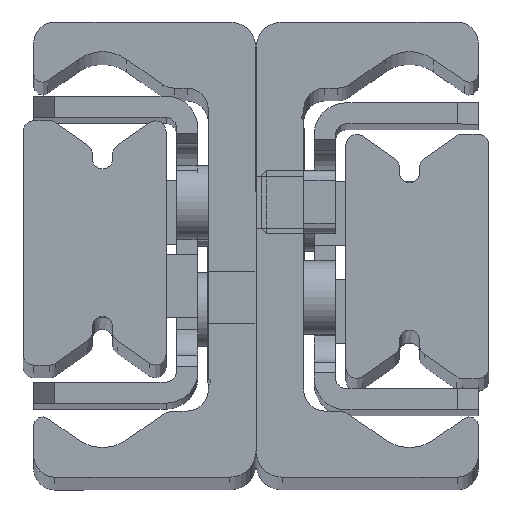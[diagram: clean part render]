
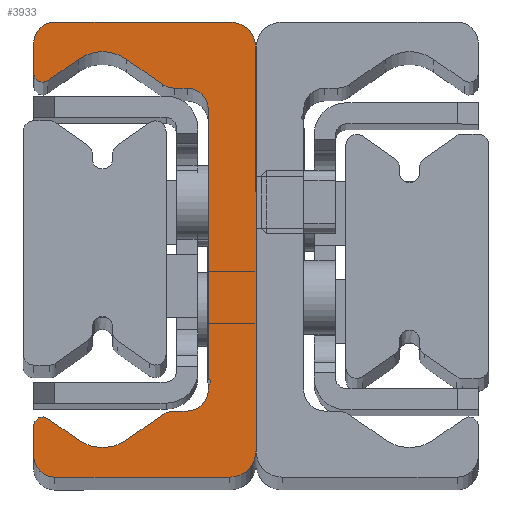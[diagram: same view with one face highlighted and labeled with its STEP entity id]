
A CAD part, top view. The second image highlights one B-rep face of the part: STEP entity #3933.
In plain terms, the highlighted planar face has unit normal (0, 0, 1).
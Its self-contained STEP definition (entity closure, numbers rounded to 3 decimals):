
#2891=CARTESIAN_POINT('',(2.499,0.,690.0));
#2892=VERTEX_POINT('',#2891);
#2893=CARTESIAN_POINT('',(-0.001,2.5,690.0));
#2894=VERTEX_POINT('',#2893);
#2895=CARTESIAN_POINT('',(2.499,2.5,690.0));
#2896=DIRECTION('',(0.0,0.0,-1.0));
#2897=DIRECTION('',(-1.0,0.0,0.0));
#2898=AXIS2_PLACEMENT_3D('',#2895,#2896,#2897);
#2899=CIRCLE('',#2898,2.5);
#2900=EDGE_CURVE('',#2892,#2894,#2899,.T.);
#2933=CARTESIAN_POINT('',(-0.001,40.5,690.0));
#2934=VERTEX_POINT('',#2933);
#2935=CARTESIAN_POINT('',(-0.001,2.5,690.0));
#2936=DIRECTION('',(0.0,1.0,0.0));
#2937=VECTOR('',#2936,38.0);
#2938=LINE('',#2935,#2937);
#2939=EDGE_CURVE('',#2894,#2934,#2938,.T.);
#3003=CARTESIAN_POINT('',(2.499,43.0,690.0));
#3004=VERTEX_POINT('',#3003);
#3005=CARTESIAN_POINT('',(2.499,40.5,690.0));
#3006=DIRECTION('',(0.0,0.0,-1.0));
#3007=DIRECTION('',(0.0,1.0,0.0));
#3008=AXIS2_PLACEMENT_3D('',#3005,#3006,#3007);
#3009=CIRCLE('',#3008,2.5);
#3010=EDGE_CURVE('',#2934,#3004,#3009,.T.);
#3036=CARTESIAN_POINT('',(18.999,43.,690.0));
#3037=VERTEX_POINT('',#3036);
#3038=CARTESIAN_POINT('',(2.499,43.0,690.0));
#3039=DIRECTION('',(1.0,0.0,0.0));
#3040=VECTOR('',#3039,16.5);
#3041=LINE('',#3038,#3040);
#3042=EDGE_CURVE('',#3004,#3037,#3041,.T.);
#3067=CARTESIAN_POINT('',(20.999,41.,690.0));
#3068=VERTEX_POINT('',#3067);
#3069=CARTESIAN_POINT('',(18.999,41.,690.0));
#3070=DIRECTION('',(0.0,0.0,-1.0));
#3071=DIRECTION('',(1.0,0.0,0.0));
#3072=AXIS2_PLACEMENT_3D('',#3069,#3070,#3071);
#3073=CIRCLE('',#3072,2.0);
#3074=EDGE_CURVE('',#3037,#3068,#3073,.T.);
#3100=CARTESIAN_POINT('',(20.999,38.15,690.0));
#3101=VERTEX_POINT('',#3100);
#3102=CARTESIAN_POINT('',(20.999,41.,690.0));
#3103=DIRECTION('',(0.0,-1.0,0.0));
#3104=VECTOR('',#3103,2.85);
#3105=LINE('',#3102,#3104);
#3106=EDGE_CURVE('',#3068,#3101,#3105,.T.);
#3131=CARTESIAN_POINT('',(19.662,37.453,690.0));
#3132=VERTEX_POINT('',#3131);
#3133=CARTESIAN_POINT('',(20.149,38.15,690.0));
#3134=DIRECTION('',(0.0,0.0,-1.));
#3135=DIRECTION('',(-0.574,-0.819,0.0));
#3136=AXIS2_PLACEMENT_3D('',#3133,#3134,#3135);
#3137=CIRCLE('',#3136,0.85);
#3138=EDGE_CURVE('',#3101,#3132,#3137,.T.);
#3164=CARTESIAN_POINT('',(16.794,39.462,690.0));
#3165=VERTEX_POINT('',#3164);
#3166=CARTESIAN_POINT('',(19.662,37.453,690.0));
#3167=DIRECTION('',(-0.819,0.574,0.0));
#3168=VECTOR('',#3167,3.501);
#3169=LINE('',#3166,#3168);
#3170=EDGE_CURVE('',#3132,#3165,#3169,.T.);
#3195=CARTESIAN_POINT('',(12.205,39.462,690.0));
#3196=VERTEX_POINT('',#3195);
#3197=CARTESIAN_POINT('',(14.499,36.185,690.0));
#3198=DIRECTION('',(0.0,0.0,1.0));
#3199=DIRECTION('',(-0.574,-0.819,0.0));
#3200=AXIS2_PLACEMENT_3D('',#3197,#3198,#3199);
#3201=CIRCLE('',#3200,4.0);
#3202=EDGE_CURVE('',#3165,#3196,#3201,.T.);
#3228=CARTESIAN_POINT('',(8.849,37.112,690.0));
#3229=VERTEX_POINT('',#3228);
#3230=CARTESIAN_POINT('',(12.205,39.462,690.0));
#3231=DIRECTION('',(-0.819,-0.574,0.0));
#3232=VECTOR('',#3231,4.097);
#3233=LINE('',#3230,#3232);
#3234=EDGE_CURVE('',#3196,#3229,#3233,.T.);
#3259=CARTESIAN_POINT('',(7.702,36.75,690.0));
#3260=VERTEX_POINT('',#3259);
#3261=CARTESIAN_POINT('',(7.702,38.75,690.0));
#3262=DIRECTION('',(0.0,0.0,-1.0));
#3263=DIRECTION('',(0.0,-1.0,0.0));
#3264=AXIS2_PLACEMENT_3D('',#3261,#3262,#3263);
#3265=CIRCLE('',#3264,2.0);
#3266=EDGE_CURVE('',#3229,#3260,#3265,.T.);
#3292=CARTESIAN_POINT('',(6.499,36.75,690.0));
#3293=VERTEX_POINT('',#3292);
#3294=CARTESIAN_POINT('',(7.702,36.75,690.0));
#3295=DIRECTION('',(-1.0,0.0,0.0));
#3296=VECTOR('',#3295,1.203);
#3297=LINE('',#3294,#3296);
#3298=EDGE_CURVE('',#3260,#3293,#3297,.T.);
#3323=CARTESIAN_POINT('',(4.499,34.75,690.0));
#3324=VERTEX_POINT('',#3323);
#3325=CARTESIAN_POINT('',(6.499,34.75,690.0));
#3326=DIRECTION('',(0.0,0.0,1.0));
#3327=DIRECTION('',(0.0,-1.0,0.0));
#3328=AXIS2_PLACEMENT_3D('',#3325,#3326,#3327);
#3329=CIRCLE('',#3328,2.0);
#3330=EDGE_CURVE('',#3293,#3324,#3329,.T.);
#3356=CARTESIAN_POINT('',(4.499,34.361,690.0));
#3357=VERTEX_POINT('',#3356);
#3358=CARTESIAN_POINT('',(4.499,34.75,690.0));
#3359=DIRECTION('',(0.0,-1.0,0.0));
#3360=VECTOR('',#3359,0.389);
#3361=LINE('',#3358,#3360);
#3362=EDGE_CURVE('',#3324,#3357,#3361,.T.);
#3387=CARTESIAN_POINT('',(4.411,34.234,690.0));
#3388=VERTEX_POINT('',#3387);
#3389=CARTESIAN_POINT('',(4.363,34.361,690.0));
#3390=DIRECTION('',(0.0,0.0,-1.0));
#3391=DIRECTION('',(0.353,-0.936,0.0));
#3392=AXIS2_PLACEMENT_3D('',#3389,#3390,#3391);
#3393=CIRCLE('',#3392,0.136);
#3394=EDGE_CURVE('',#3357,#3388,#3393,.T.);
#3420=CARTESIAN_POINT('',(4.422,33.762,690.0));
#3421=VERTEX_POINT('',#3420);
#3422=CARTESIAN_POINT('',(4.499,34.0,690.0));
#3423=DIRECTION('',(0.0,0.0,1.));
#3424=DIRECTION('',(0.353,-0.936,0.0));
#3425=AXIS2_PLACEMENT_3D('',#3422,#3423,#3424);
#3426=CIRCLE('',#3425,0.25);
#3427=EDGE_CURVE('',#3388,#3421,#3426,.T.);
#3453=CARTESIAN_POINT('',(4.499,33.656,690.0));
#3454=VERTEX_POINT('',#3453);
#3455=CARTESIAN_POINT('',(4.387,33.656,690.0));
#3456=DIRECTION('',(0.0,0.0,-1.0));
#3457=DIRECTION('',(1.0,0.0,0.0));
#3458=AXIS2_PLACEMENT_3D('',#3455,#3456,#3457);
#3459=CIRCLE('',#3458,0.112);
#3460=EDGE_CURVE('',#3421,#3454,#3459,.T.);
#3486=CARTESIAN_POINT('',(4.499,8.25,690.0));
#3487=VERTEX_POINT('',#3486);
#3488=CARTESIAN_POINT('',(4.499,33.656,690.0));
#3489=DIRECTION('',(0.0,-1.0,0.0));
#3490=VECTOR('',#3489,25.406);
#3491=LINE('',#3488,#3490);
#3492=EDGE_CURVE('',#3454,#3487,#3491,.T.);
#3556=CARTESIAN_POINT('',(6.499,6.25,690.0));
#3557=VERTEX_POINT('',#3556);
#3558=CARTESIAN_POINT('',(6.499,8.25,690.0));
#3559=DIRECTION('',(0.0,0.0,1.0));
#3560=DIRECTION('',(1.0,0.0,0.0));
#3561=AXIS2_PLACEMENT_3D('',#3558,#3559,#3560);
#3562=CIRCLE('',#3561,2.0);
#3563=EDGE_CURVE('',#3487,#3557,#3562,.T.);
#3589=CARTESIAN_POINT('',(7.702,6.25,690.0));
#3590=VERTEX_POINT('',#3589);
#3591=CARTESIAN_POINT('',(6.499,6.25,690.0));
#3592=DIRECTION('',(1.0,0.0,0.0));
#3593=VECTOR('',#3592,1.203);
#3594=LINE('',#3591,#3593);
#3595=EDGE_CURVE('',#3557,#3590,#3594,.T.);
#3620=CARTESIAN_POINT('',(8.849,5.888,690.0));
#3621=VERTEX_POINT('',#3620);
#3622=CARTESIAN_POINT('',(7.702,4.25,690.0));
#3623=DIRECTION('',(0.0,0.0,-1.));
#3624=DIRECTION('',(0.574,0.819,0.0));
#3625=AXIS2_PLACEMENT_3D('',#3622,#3623,#3624);
#3626=CIRCLE('',#3625,2.0);
#3627=EDGE_CURVE('',#3590,#3621,#3626,.T.);
#3653=CARTESIAN_POINT('',(12.205,3.538,690.0));
#3654=VERTEX_POINT('',#3653);
#3655=CARTESIAN_POINT('',(8.849,5.888,690.0));
#3656=DIRECTION('',(0.819,-0.574,0.0));
#3657=VECTOR('',#3656,4.097);
#3658=LINE('',#3655,#3657);
#3659=EDGE_CURVE('',#3621,#3654,#3658,.T.);
#3684=CARTESIAN_POINT('',(16.794,3.538,690.0));
#3685=VERTEX_POINT('',#3684);
#3686=CARTESIAN_POINT('',(14.499,6.815,690.0));
#3687=DIRECTION('',(0.0,0.0,1.0));
#3688=DIRECTION('',(0.574,0.819,0.0));
#3689=AXIS2_PLACEMENT_3D('',#3686,#3687,#3688);
#3690=CIRCLE('',#3689,4.0);
#3691=EDGE_CURVE('',#3654,#3685,#3690,.T.);
#3717=CARTESIAN_POINT('',(19.662,5.547,690.0));
#3718=VERTEX_POINT('',#3717);
#3719=CARTESIAN_POINT('',(16.794,3.538,690.0));
#3720=DIRECTION('',(0.819,0.574,0.0));
#3721=VECTOR('',#3720,3.501);
#3722=LINE('',#3719,#3721);
#3723=EDGE_CURVE('',#3685,#3718,#3722,.T.);
#3748=CARTESIAN_POINT('',(20.999,4.85,690.0));
#3749=VERTEX_POINT('',#3748);
#3750=CARTESIAN_POINT('',(20.149,4.85,690.0));
#3751=DIRECTION('',(0.0,0.0,-1.0));
#3752=DIRECTION('',(1.0,0.0,0.0));
#3753=AXIS2_PLACEMENT_3D('',#3750,#3751,#3752);
#3754=CIRCLE('',#3753,0.85);
#3755=EDGE_CURVE('',#3718,#3749,#3754,.T.);
#3781=CARTESIAN_POINT('',(20.999,2.,690.0));
#3782=VERTEX_POINT('',#3781);
#3783=CARTESIAN_POINT('',(20.999,4.85,690.0));
#3784=DIRECTION('',(0.0,-1.0,0.0));
#3785=VECTOR('',#3784,2.85);
#3786=LINE('',#3783,#3785);
#3787=EDGE_CURVE('',#3749,#3782,#3786,.T.);
#3812=CARTESIAN_POINT('',(18.999,0.,690.0));
#3813=VERTEX_POINT('',#3812);
#3814=CARTESIAN_POINT('',(18.999,2.,690.0));
#3815=DIRECTION('',(0.0,0.0,-1.0));
#3816=DIRECTION('',(0.0,-1.0,0.0));
#3817=AXIS2_PLACEMENT_3D('',#3814,#3815,#3816);
#3818=CIRCLE('',#3817,2.0);
#3819=EDGE_CURVE('',#3782,#3813,#3818,.T.);
#3845=CARTESIAN_POINT('',(18.999,0.,690.0));
#3846=DIRECTION('',(-1.0,0.0,0.0));
#3847=VECTOR('',#3846,16.5);
#3848=LINE('',#3845,#3847);
#3849=EDGE_CURVE('',#3813,#2892,#3848,.T.);
#3898=CARTESIAN_POINT('',(7.822,21.517,690.0));
#3899=DIRECTION('',(0.0,0.0,1.0));
#3900=DIRECTION('',(1.0,0.0,0.0));
#3901=AXIS2_PLACEMENT_3D('',#3898,#3899,#3900);
#3902=PLANE('',#3901);
#3903=ORIENTED_EDGE('',*,*,#2900,.F.);
#3904=ORIENTED_EDGE('',*,*,#3849,.F.);
#3905=ORIENTED_EDGE('',*,*,#3819,.F.);
#3906=ORIENTED_EDGE('',*,*,#3787,.F.);
#3907=ORIENTED_EDGE('',*,*,#3755,.F.);
#3908=ORIENTED_EDGE('',*,*,#3723,.F.);
#3909=ORIENTED_EDGE('',*,*,#3691,.F.);
#3910=ORIENTED_EDGE('',*,*,#3659,.F.);
#3911=ORIENTED_EDGE('',*,*,#3627,.F.);
#3912=ORIENTED_EDGE('',*,*,#3595,.F.);
#3913=ORIENTED_EDGE('',*,*,#3563,.F.);
#3914=ORIENTED_EDGE('',*,*,#3492,.F.);
#3915=ORIENTED_EDGE('',*,*,#3460,.F.);
#3916=ORIENTED_EDGE('',*,*,#3427,.F.);
#3917=ORIENTED_EDGE('',*,*,#3394,.F.);
#3918=ORIENTED_EDGE('',*,*,#3362,.F.);
#3919=ORIENTED_EDGE('',*,*,#3330,.F.);
#3920=ORIENTED_EDGE('',*,*,#3298,.F.);
#3921=ORIENTED_EDGE('',*,*,#3266,.F.);
#3922=ORIENTED_EDGE('',*,*,#3234,.F.);
#3923=ORIENTED_EDGE('',*,*,#3202,.F.);
#3924=ORIENTED_EDGE('',*,*,#3170,.F.);
#3925=ORIENTED_EDGE('',*,*,#3138,.F.);
#3926=ORIENTED_EDGE('',*,*,#3106,.F.);
#3927=ORIENTED_EDGE('',*,*,#3074,.F.);
#3928=ORIENTED_EDGE('',*,*,#3042,.F.);
#3929=ORIENTED_EDGE('',*,*,#3010,.F.);
#3930=ORIENTED_EDGE('',*,*,#2939,.F.);
#3931=EDGE_LOOP('',(#3903,#3904,#3905,#3906,#3907,#3908,#3909,#3910,#3911,#3912,#3913,#3914,#3915,#3916,#3917,#3918,#3919,#3920,#3921,#3922,#3923,#3924,#3925,#3926,#3927,#3928,#3929,#3930));
#3932=FACE_OUTER_BOUND('',#3931,.T.);
#3933=ADVANCED_FACE('',(#3932),#3902,.T.);
